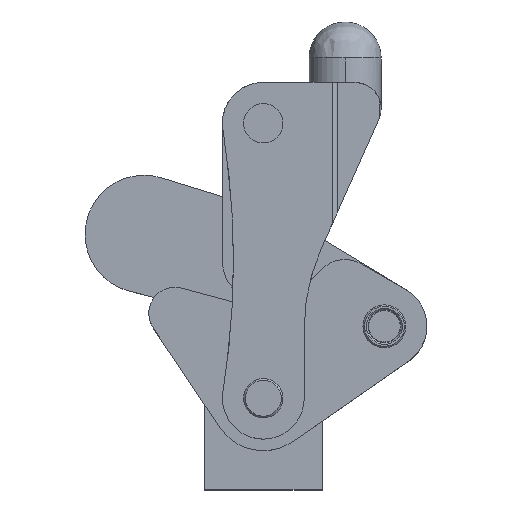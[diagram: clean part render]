
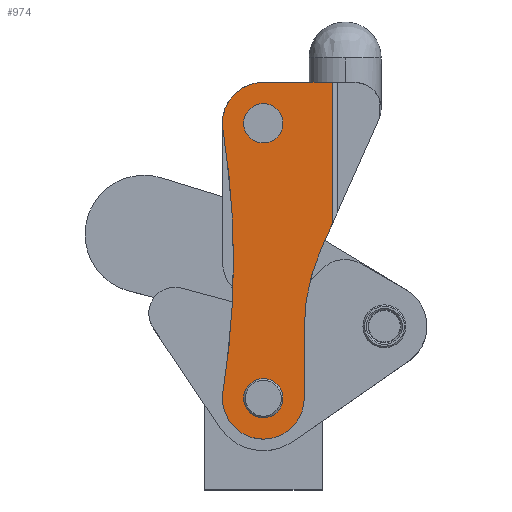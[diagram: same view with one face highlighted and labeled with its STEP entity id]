
A CAD part, top view. The second image highlights one B-rep face of the part: STEP entity #974.
In plain terms, the highlighted planar face has unit normal (0, 0, 1).
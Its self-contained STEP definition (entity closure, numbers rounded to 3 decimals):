
#6 = DIRECTION ( 'NONE',  ( 0., 0., -1. ) ) ;
#25 = EDGE_CURVE ( 'NONE', #9871, #6798, #5576, .T. ) ;
#36 = CARTESIAN_POINT ( 'NONE',  ( -259.118, 70., 22. ) ) ;
#71 = DIRECTION ( 'NONE',  ( 1., 0., 0. ) ) ;
#223 = CARTESIAN_POINT ( 'NONE',  ( 0., 28., 22. ) ) ;
#333 = DIRECTION ( 'NONE',  ( 0., 0., -1. ) ) ;
#363 = EDGE_CURVE ( 'NONE', #1438, #8826, #4066, .T. ) ;
#387 = AXIS2_PLACEMENT_3D ( 'NONE', #4115, #4159, #4228 ) ;
#438 = DIRECTION ( 'NONE',  ( -1., 0., 0. ) ) ;
#506 = ORIENTED_EDGE ( 'NONE', *, *, #9230, .T. ) ;
#518 = CARTESIAN_POINT ( 'NONE',  ( 0., 28., 22. ) ) ;
#704 = EDGE_CURVE ( 'NONE', #1890, #9337, #3695, .T. ) ;
#710 = CARTESIAN_POINT ( 'NONE',  ( 12.5, 28., 22. ) ) ;
#748 = DIRECTION ( 'NONE',  ( -1., 0., 0. ) ) ;
#754 = VERTEX_POINT ( 'NONE', #1482 ) ;
#974 = ADVANCED_FACE ( 'NONE', ( #3560, #9891, #7552 ), #6830, .T. ) ;
#1003 = DIRECTION ( 'NONE',  ( 0., 0., -1. ) ) ;
#1119 = CARTESIAN_POINT ( 'NONE',  ( 6., 112., 22. ) ) ;
#1315 = CIRCLE ( 'NONE', #7379, 6. ) ;
#1344 = ORIENTED_EDGE ( 'NONE', *, *, #2578, .T. ) ;
#1397 = CARTESIAN_POINT ( 'NONE',  ( 6., 28., 22. ) ) ;
#1438 = VERTEX_POINT ( 'NONE', #8598 ) ;
#1448 = AXIS2_PLACEMENT_3D ( 'NONE', #36, #6, #71 ) ;
#1482 = CARTESIAN_POINT ( 'NONE',  ( -12.339, 110., 22. ) ) ;
#1787 = VECTOR ( 'NONE', #3966, 1000. ) ;
#1890 = VERTEX_POINT ( 'NONE', #3680 ) ;
#2089 = ORIENTED_EDGE ( 'NONE', *, *, #9023, .T. ) ;
#2205 = CARTESIAN_POINT ( 'NONE',  ( 72.5, 49.264, 22. ) ) ;
#2210 = VERTEX_POINT ( 'NONE', #4634 ) ;
#2525 = EDGE_LOOP ( 'NONE', ( #9449, #9322 ) ) ;
#2578 = EDGE_CURVE ( 'NONE', #5006, #1890, #7010, .T. ) ;
#2873 = AXIS2_PLACEMENT_3D ( 'NONE', #518, #1003, #748 ) ;
#2958 = EDGE_LOOP ( 'NONE', ( #9068, #8327 ) ) ;
#2981 = CARTESIAN_POINT ( 'NONE',  ( 0., 124.5, 22. ) ) ;
#3058 = CARTESIAN_POINT ( 'NONE',  ( 0., 124.5, 22. ) ) ;
#3136 = ORIENTED_EDGE ( 'NONE', *, *, #363, .T. ) ;
#3560 = FACE_OUTER_BOUND ( 'NONE', #4927, .T. ) ;
#3680 = CARTESIAN_POINT ( 'NONE',  ( 17.687, 73.669, 22. ) ) ;
#3695 = LINE ( 'NONE', #4545, #1787 ) ;
#3838 = EDGE_CURVE ( 'NONE', #754, #9020, #7956, .T. ) ;
#3941 = LINE ( 'NONE', #5555, #6098 ) ;
#3966 = DIRECTION ( 'NONE',  ( 0.407, 0.914, 0. ) ) ;
#4066 = LINE ( 'NONE', #2981, #8139 ) ;
#4115 = CARTESIAN_POINT ( 'NONE',  ( -259.118, 70., 22. ) ) ;
#4139 = AXIS2_PLACEMENT_3D ( 'NONE', #4785, #4817, #4844 ) ;
#4159 = DIRECTION ( 'NONE',  ( 0., 0., -1. ) ) ;
#4228 = DIRECTION ( 'NONE',  ( 1., 0., 0. ) ) ;
#4440 = DIRECTION ( 'NONE',  ( -1., 0., 0. ) ) ;
#4545 = CARTESIAN_POINT ( 'NONE',  ( 17.687, 73.669, 22. ) ) ;
#4634 = CARTESIAN_POINT ( 'NONE',  ( -12.339, 30., 22. ) ) ;
#4785 = CARTESIAN_POINT ( 'NONE',  ( 0., 28., 22. ) ) ;
#4817 = DIRECTION ( 'NONE',  ( 0., 0., 1. ) ) ;
#4844 = DIRECTION ( 'NONE',  ( 1., 0., 0. ) ) ;
#4923 = AXIS2_PLACEMENT_3D ( 'NONE', #7221, #5865, #5841 ) ;
#4927 = EDGE_LOOP ( 'NONE', ( #1344, #4980, #2089, #3136, #7333, #7594, #506, #10182, #9823 ) ) ;
#4930 = CIRCLE ( 'NONE', #2873, 6. ) ;
#4980 = ORIENTED_EDGE ( 'NONE', *, *, #704, .T. ) ;
#5006 = VERTEX_POINT ( 'NONE', #8045 ) ;
#5011 = CARTESIAN_POINT ( 'NONE',  ( 21.074, 0., 22. ) ) ;
#5018 = AXIS2_PLACEMENT_3D ( 'NONE', #2205, #5939, #6017 ) ;
#5035 = CARTESIAN_POINT ( 'NONE',  ( -6., 112., 22. ) ) ;
#5326 = EDGE_CURVE ( 'NONE', #6798, #9871, #1315, .T. ) ;
#5426 = DIRECTION ( 'NONE',  ( 0., 1., 0. ) ) ;
#5555 = CARTESIAN_POINT ( 'NONE',  ( 12.5, 0., 22. ) ) ;
#5576 = CIRCLE ( 'NONE', #4923, 6. ) ;
#5663 = EDGE_CURVE ( 'NONE', #8826, #754, #7965, .T. ) ;
#5841 = DIRECTION ( 'NONE',  ( -1., 0., 0. ) ) ;
#5865 = DIRECTION ( 'NONE',  ( 0., 0., -1. ) ) ;
#5939 = DIRECTION ( 'NONE',  ( 0., 0., -1. ) ) ;
#6017 = DIRECTION ( 'NONE',  ( 1., 0., 0. ) ) ;
#6057 = CARTESIAN_POINT ( 'NONE',  ( -6., 28., 22. ) ) ;
#6065 = EDGE_CURVE ( 'NONE', #10175, #6967, #6874, .T. ) ;
#6098 = VECTOR ( 'NONE', #5426, 1000. ) ;
#6245 = DIRECTION ( 'NONE',  ( 1., 0., 0. ) ) ;
#6383 = DIRECTION ( 'NONE',  ( -1., 0., 0. ) ) ;
#6415 = DIRECTION ( 'NONE',  ( 0., 0., -1. ) ) ;
#6427 = CARTESIAN_POINT ( 'NONE',  ( 0., 112., 22. ) ) ;
#6474 = DIRECTION ( 'NONE',  ( 0., 1., 0. ) ) ;
#6545 = CARTESIAN_POINT ( 'NONE',  ( 21.074, 81.274, 22. ) ) ;
#6687 = DIRECTION ( 'NONE',  ( 0., 0., 1. ) ) ;
#6798 = VERTEX_POINT ( 'NONE', #5035 ) ;
#6830 = PLANE ( 'NONE',  #8172 ) ;
#6874 = CIRCLE ( 'NONE', #8354, 6. ) ;
#6938 = CIRCLE ( 'NONE', #4139, 12.5 ) ;
#6967 = VERTEX_POINT ( 'NONE', #1397 ) ;
#7010 = CIRCLE ( 'NONE', #5018, 60. ) ;
#7055 = LINE ( 'NONE', #5011, #8890 ) ;
#7172 = CIRCLE ( 'NONE', #387, 250. ) ;
#7186 = CARTESIAN_POINT ( 'NONE',  ( 0., 112., 22. ) ) ;
#7218 = DIRECTION ( 'NONE',  ( 0., 0., 1. ) ) ;
#7219 = VERTEX_POINT ( 'NONE', #710 ) ;
#7221 = CARTESIAN_POINT ( 'NONE',  ( 0., 112., 22. ) ) ;
#7268 = DIRECTION ( 'NONE',  ( 1., 0., 0. ) ) ;
#7333 = ORIENTED_EDGE ( 'NONE', *, *, #5663, .T. ) ;
#7379 = AXIS2_PLACEMENT_3D ( 'NONE', #6427, #6415, #6383 ) ;
#7552 = FACE_BOUND ( 'NONE', #2958, .T. ) ;
#7594 = ORIENTED_EDGE ( 'NONE', *, *, #3838, .T. ) ;
#7956 = CIRCLE ( 'NONE', #1448, 250. ) ;
#7965 = CIRCLE ( 'NONE', #9824, 12.5 ) ;
#8045 = CARTESIAN_POINT ( 'NONE',  ( 12.5, 49.264, 22. ) ) ;
#8080 = CARTESIAN_POINT ( 'NONE',  ( -9.118, 70., 22. ) ) ;
#8139 = VECTOR ( 'NONE', #4440, 1000. ) ;
#8172 = AXIS2_PLACEMENT_3D ( 'NONE', #9987, #6687, #6245 ) ;
#8327 = ORIENTED_EDGE ( 'NONE', *, *, #9495, .T. ) ;
#8354 = AXIS2_PLACEMENT_3D ( 'NONE', #223, #333, #438 ) ;
#8598 = CARTESIAN_POINT ( 'NONE',  ( 21.074, 124.5, 22. ) ) ;
#8685 = EDGE_CURVE ( 'NONE', #7219, #5006, #3941, .T. ) ;
#8826 = VERTEX_POINT ( 'NONE', #3058 ) ;
#8890 = VECTOR ( 'NONE', #6474, 1000. ) ;
#9020 = VERTEX_POINT ( 'NONE', #8080 ) ;
#9023 = EDGE_CURVE ( 'NONE', #9337, #1438, #7055, .T. ) ;
#9068 = ORIENTED_EDGE ( 'NONE', *, *, #6065, .T. ) ;
#9230 = EDGE_CURVE ( 'NONE', #9020, #2210, #7172, .T. ) ;
#9268 = EDGE_CURVE ( 'NONE', #2210, #7219, #6938, .T. ) ;
#9322 = ORIENTED_EDGE ( 'NONE', *, *, #25, .T. ) ;
#9337 = VERTEX_POINT ( 'NONE', #6545 ) ;
#9449 = ORIENTED_EDGE ( 'NONE', *, *, #5326, .T. ) ;
#9495 = EDGE_CURVE ( 'NONE', #6967, #10175, #4930, .T. ) ;
#9823 = ORIENTED_EDGE ( 'NONE', *, *, #8685, .T. ) ;
#9824 = AXIS2_PLACEMENT_3D ( 'NONE', #7186, #7218, #7268 ) ;
#9871 = VERTEX_POINT ( 'NONE', #1119 ) ;
#9891 = FACE_BOUND ( 'NONE', #2525, .T. ) ;
#9987 = CARTESIAN_POINT ( 'NONE',  ( 0., 0., 22. ) ) ;
#10175 = VERTEX_POINT ( 'NONE', #6057 ) ;
#10182 = ORIENTED_EDGE ( 'NONE', *, *, #9268, .T. ) ;
